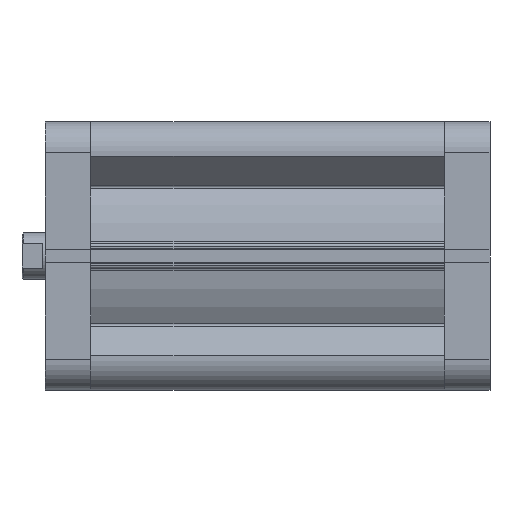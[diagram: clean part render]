
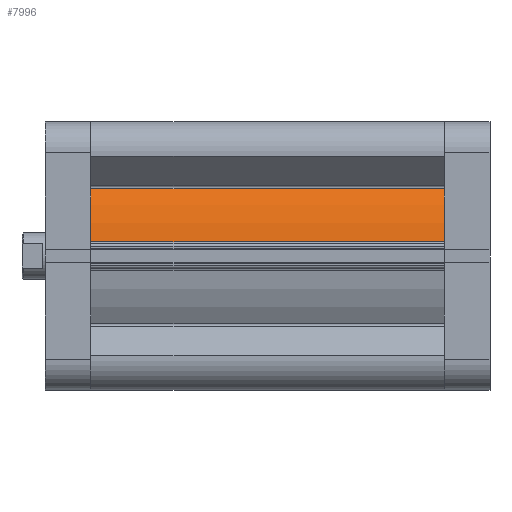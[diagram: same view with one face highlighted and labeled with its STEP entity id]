
A CAD part, front view. The second image highlights one B-rep face of the part: STEP entity #7996.
In plain terms, the highlighted cylindrical face has radius 53.5 mm (diameter 107 mm), a partial arc.
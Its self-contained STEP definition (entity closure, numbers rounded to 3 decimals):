
#941 = ORIENTED_EDGE ( 'NONE', *, *, #1435, .T. ) ;
#1034 = ORIENTED_EDGE ( 'NONE', *, *, #1437, .T. ) ;
#1099 = ORIENTED_EDGE ( 'NONE', *, *, #1433, .T. ) ;
#1106 = ORIENTED_EDGE ( 'NONE', *, *, #1427, .F. ) ;
#1427 = EDGE_CURVE ( 'NONE', #2270, #2198, #6510, .T. ) ;
#1433 = EDGE_CURVE ( 'NONE', #2270, #2114, #6515, .T. ) ;
#1435 = EDGE_CURVE ( 'NONE', #2114, #2265, #6523, .T. ) ;
#1437 = EDGE_CURVE ( 'NONE', #2265, #2198, #6522, .T. ) ;
#2114 = VERTEX_POINT ( 'NONE', #10422 ) ;
#2198 = VERTEX_POINT ( 'NONE', #10508 ) ;
#2265 = VERTEX_POINT ( 'NONE', #10575 ) ;
#2270 = VERTEX_POINT ( 'NONE', #10580 ) ;
#3268 = EDGE_LOOP ( 'NONE', ( #941, #1034, #1106, #1099 ) ) ;
#4901 = DIRECTION ( 'NONE',  ( -1., 0., 0. ) ) ;
#4902 = DIRECTION ( 'NONE',  ( 0., 0., -1. ) ) ;
#4903 = CARTESIAN_POINT ( 'NONE',  ( 0., 0., 152.5 ) ) ;
#6505 = VECTOR ( 'NONE', #7464, 1000. ) ;
#6510 = CIRCLE ( 'NONE', #8221, 53.5 ) ;
#6515 = LINE ( 'NONE', #7463, #6505 ) ;
#6519 = VECTOR ( 'NONE', #7473, 1000. ) ;
#6522 = LINE ( 'NONE', #7466, #6519 ) ;
#6523 = CIRCLE ( 'NONE', #8217, 53.5 ) ;
#7441 = CARTESIAN_POINT ( 'NONE',  ( 0., 0., 152.5 ) ) ;
#7452 = DIRECTION ( 'NONE',  ( 0., 0., 1. ) ) ;
#7453 = DIRECTION ( 'NONE',  ( 1., 0., 0. ) ) ;
#7462 = CARTESIAN_POINT ( 'NONE',  ( 0., 0., 0. ) ) ;
#7463 = CARTESIAN_POINT ( 'NONE',  ( 6.135, -53.147, 152.5 ) ) ;
#7464 = DIRECTION ( 'NONE',  ( 0., 0., -1. ) ) ;
#7466 = CARTESIAN_POINT ( 'NONE',  ( 28.996, -44.961, 152.5 ) ) ;
#7471 = DIRECTION ( 'NONE',  ( 0., 0., 1. ) ) ;
#7472 = DIRECTION ( 'NONE',  ( 1., 0., 0. ) ) ;
#7473 = DIRECTION ( 'NONE',  ( 0., 0., 1. ) ) ;
#7996 = ADVANCED_FACE ( 'NONE', ( #9481 ), #9484, .T. ) ;
#8217 = AXIS2_PLACEMENT_3D ( 'NONE', #7462, #7471, #7472 ) ;
#8221 = AXIS2_PLACEMENT_3D ( 'NONE', #7441, #7452, #7453 ) ;
#8586 = AXIS2_PLACEMENT_3D ( 'NONE', #4903, #4902, #4901 ) ;
#9481 = FACE_OUTER_BOUND ( 'NONE', #3268, .T. ) ;
#9484 = CYLINDRICAL_SURFACE ( 'NONE', #8586, 53.5 ) ;
#10422 = CARTESIAN_POINT ( 'NONE',  ( 6.135, -53.147, 0. ) ) ;
#10508 = CARTESIAN_POINT ( 'NONE',  ( 28.996, -44.961, 152.5 ) ) ;
#10575 = CARTESIAN_POINT ( 'NONE',  ( 28.996, -44.961, 0. ) ) ;
#10580 = CARTESIAN_POINT ( 'NONE',  ( 6.135, -53.147, 152.5 ) ) ;
